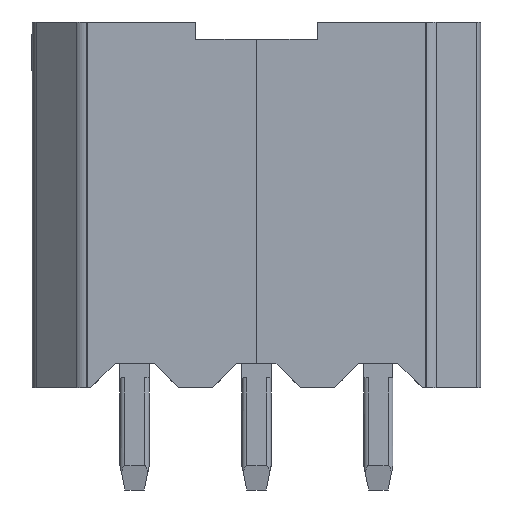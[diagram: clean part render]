
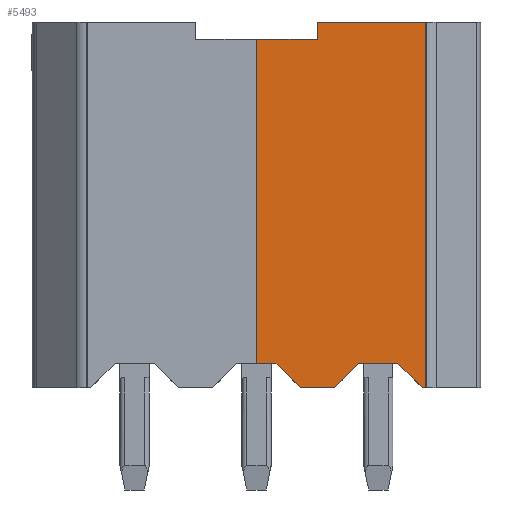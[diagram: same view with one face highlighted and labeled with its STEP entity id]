
A CAD part, front view. The second image highlights one B-rep face of the part: STEP entity #5493.
In plain terms, the highlighted planar face has unit normal (0, -1, 0).
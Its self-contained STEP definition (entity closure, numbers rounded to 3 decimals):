
#5493=ADVANCED_FACE('',(#12238),#12239,.T.);
#8321=VERTEX_POINT('',#15184);
#8323=EDGE_CURVE('',#8321,#15186,#15187,.T.);
#8419=VERTEX_POINT('',#15284);
#8423=VERTEX_POINT('',#15288);
#8425=EDGE_CURVE('',#8423,#8419,#15290,.T.);
#8625=VERTEX_POINT('',#15490);
#8629=EDGE_CURVE('',#8419,#8625,#15494,.T.);
#8637=VERTEX_POINT('',#15502);
#8639=EDGE_CURVE('',#8423,#8637,#15504,.T.);
#8669=EDGE_CURVE('',#8321,#8625,#15534,.T.);
#8773=VERTEX_POINT('',#15638);
#8777=VERTEX_POINT('',#15642);
#8779=EDGE_CURVE('',#8773,#8777,#15644,.T.);
#8931=VERTEX_POINT('',#15796);
#8937=EDGE_CURVE('',#8773,#8931,#15802,.T.);
#8983=VERTEX_POINT('',#15848);
#8985=EDGE_CURVE('',#8983,#15186,#15850,.T.);
#8987=VERTEX_POINT('',#15852);
#8989=EDGE_CURVE('',#8983,#8987,#15854,.T.);
#8991=EDGE_CURVE('',#8777,#8987,#15856,.T.);
#8993=VERTEX_POINT('',#15858);
#8995=EDGE_CURVE('',#8993,#8931,#15860,.T.);
#8997=EDGE_CURVE('',#8637,#8993,#15862,.T.);
#12238=FACE_OUTER_BOUND('',#21274,.T.);
#12239=PLANE('',#21275);
#15184=CARTESIAN_POINT('',(4.726,0.0,7.5));
#15186=VERTEX_POINT('',#26765);
#15187=LINE('',#26766,#26767);
#15284=CARTESIAN_POINT('',(6.951,0.0,0.));
#15288=CARTESIAN_POINT('',(6.876,0.0,0.));
#15290=LINE('',#26922,#26923);
#15490=CARTESIAN_POINT('',(6.951,0.0,7.5));
#15494=LINE('',#27319,#27320);
#15502=CARTESIAN_POINT('',(6.376,0.0,0.5));
#15504=LINE('',#27358,#27359);
#15534=LINE('',#27408,#27409);
#15638=CARTESIAN_POINT('',(4.376,0.0,0.));
#15642=CARTESIAN_POINT('',(3.876,0.0,0.5));
#15644=LINE('',#27601,#27602);
#15796=CARTESIAN_POINT('',(5.076,0.0,0.));
#15802=LINE('',#27853,#27854);
#15848=CARTESIAN_POINT('',(3.476,0.0,7.15));
#15850=LINE('',#27931,#27932);
#15852=CARTESIAN_POINT('',(3.476,0.0,0.5));
#15854=LINE('',#27937,#27938);
#15856=LINE('',#27941,#27942);
#15858=CARTESIAN_POINT('',(5.576,0.0,0.5));
#15860=LINE('',#27947,#27948);
#15862=LINE('',#27951,#27952);
#21274=EDGE_LOOP('',(#33831,#33832,#33833,#33834,#33835,#33836,#33837,#33838,#33839,#33840,#33841,#33842));
#21275=AXIS2_PLACEMENT_3D('',#33843,#33844,#33845);
#26765=CARTESIAN_POINT('',(4.726,0.0,7.15));
#26766=CARTESIAN_POINT('',(4.726,0.0,7.5));
#26767=VECTOR('',#35290,1.0);
#26922=CARTESIAN_POINT('',(6.876,0.0,0.));
#26923=VECTOR('',#35329,1.0);
#27319=CARTESIAN_POINT('',(6.951,0.0,0.));
#27320=VECTOR('',#35408,1.0);
#27358=CARTESIAN_POINT('',(6.876,0.0,0.));
#27359=VECTOR('',#35410,1.0);
#27408=CARTESIAN_POINT('',(4.726,0.0,7.5));
#27409=VECTOR('',#35425,1.0);
#27601=CARTESIAN_POINT('',(4.376,0.0,0.));
#27602=VECTOR('',#35456,1.0);
#27853=CARTESIAN_POINT('',(4.376,0.0,0.0));
#27854=VECTOR('',#35523,1.0);
#27931=CARTESIAN_POINT('',(3.476,0.0,7.15));
#27932=VECTOR('',#35538,1.0);
#27937=CARTESIAN_POINT('',(3.476,0.0,7.15));
#27938=VECTOR('',#35539,1.0);
#27941=CARTESIAN_POINT('',(3.876,0.0,0.5));
#27942=VECTOR('',#35540,1.0);
#27947=CARTESIAN_POINT('',(5.576,0.0,0.5));
#27948=VECTOR('',#35541,1.0);
#27951=CARTESIAN_POINT('',(5.976,0.0,0.5));
#27952=VECTOR('',#35542,1.0);
#33831=ORIENTED_EDGE('',*,*,#8323,.T.);
#33832=ORIENTED_EDGE('',*,*,#8985,.F.);
#33833=ORIENTED_EDGE('',*,*,#8989,.T.);
#33834=ORIENTED_EDGE('',*,*,#8991,.F.);
#33835=ORIENTED_EDGE('',*,*,#8779,.F.);
#33836=ORIENTED_EDGE('',*,*,#8937,.T.);
#33837=ORIENTED_EDGE('',*,*,#8995,.F.);
#33838=ORIENTED_EDGE('',*,*,#8997,.F.);
#33839=ORIENTED_EDGE('',*,*,#8639,.F.);
#33840=ORIENTED_EDGE('',*,*,#8425,.T.);
#33841=ORIENTED_EDGE('',*,*,#8629,.T.);
#33842=ORIENTED_EDGE('',*,*,#8669,.F.);
#33843=CARTESIAN_POINT('',(6.038,0.0,-0.179));
#33844=DIRECTION('',(0.0,-1.0,0.0));
#33845=DIRECTION('',(0.0,0.0,-1.0));
#35290=DIRECTION('',(0.0,0.0,-1.0));
#35329=DIRECTION('',(1.0,0.0,0.0));
#35408=DIRECTION('',(0.0,0.0,1.0));
#35410=DIRECTION('',(-0.707,0.0,0.707));
#35425=DIRECTION('',(1.0,0.0,0.0));
#35456=DIRECTION('',(-0.707,0.0,0.707));
#35523=DIRECTION('',(1.0,0.0,0.0));
#35538=DIRECTION('',(1.0,0.0,0.0));
#35539=DIRECTION('',(0.,0.0,-1.0));
#35540=DIRECTION('',(-1.0,0.0,0.0));
#35541=DIRECTION('',(-0.707,0.0,-0.707));
#35542=DIRECTION('',(-1.0,0.0,0.0));
